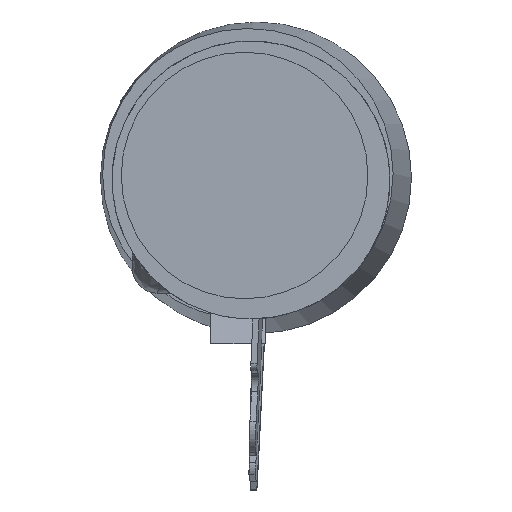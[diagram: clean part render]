
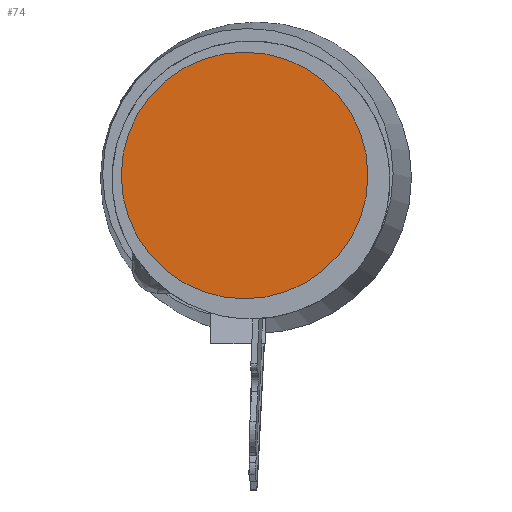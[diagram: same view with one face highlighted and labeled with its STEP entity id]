
A CAD part, left-side view. The second image highlights one B-rep face of the part: STEP entity #74.
In plain terms, the highlighted free-form (B-spline) face has degree [1, 1] with [2, 2] control points.
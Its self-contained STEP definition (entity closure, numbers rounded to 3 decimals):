
#74=ADVANCED_FACE('',(#178),#179,.F.);
#178=FACE_OUTER_BOUND('',#822,.T.);
#179=B_SPLINE_SURFACE_WITH_KNOTS('',1,1,((#823,#824),(#825,#826)),.UNSPECIFIED.,.F.,.F.,.F.,(2,2),(2,2),(0.0,1.0),(0.0,1.0),.UNSPECIFIED.);
#822=EDGE_LOOP('',(#1503));
#823=CARTESIAN_POINT('',(-71.0,-9.771,24.453));
#824=CARTESIAN_POINT('',(-71.0,30.555,24.453));
#825=CARTESIAN_POINT('',(-71.0,-9.771,-15.873));
#826=CARTESIAN_POINT('',(-71.0,30.555,-15.873));
#1503=ORIENTED_EDGE('',*,*,#1829,.F.);
#1829=EDGE_CURVE('',#2121,#2121,#2122,.T.);
#2121=VERTEX_POINT('',#2893);
#2122=CIRCLE('',#2894,19.924);
#2893=CARTESIAN_POINT('',(-71.0,10.392,-15.634));
#2894=AXIS2_PLACEMENT_3D('',#3306,#3307,#3308);
#3306=CARTESIAN_POINT('',(-71.0,10.392,4.29));
#3307=DIRECTION('',(1.0,0.0,0.0));
#3308=DIRECTION('',(0.0,0.0,-1.0));
